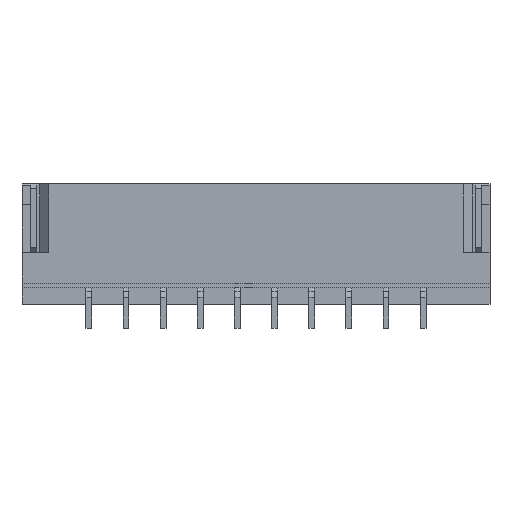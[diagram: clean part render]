
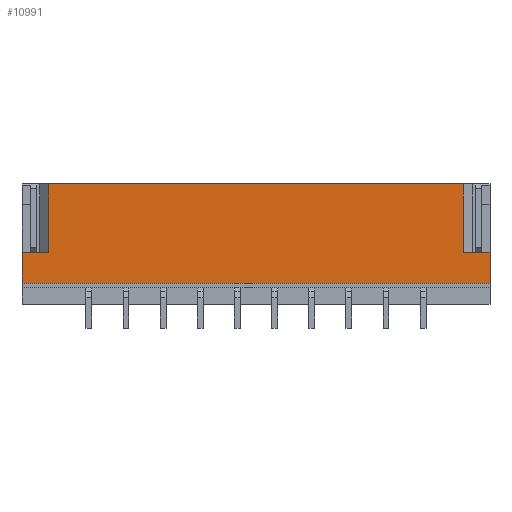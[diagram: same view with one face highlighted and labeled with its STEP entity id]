
A CAD part, front view. The second image highlights one B-rep face of the part: STEP entity #10991.
In plain terms, the highlighted planar face has unit normal (0, -1, 0).
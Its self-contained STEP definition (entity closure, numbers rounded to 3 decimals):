
#231 = FACE_OUTER_BOUND ( 'NONE', #5147, .T. ) ;
#483 = EDGE_CURVE ( 'NONE', #10098, #2334, #11880, .T. ) ;
#598 = DIRECTION ( 'NONE',  ( 0., 0., -1. ) ) ;
#737 = DIRECTION ( 'NONE',  ( -1., 0., 0. ) ) ;
#914 = ORIENTED_EDGE ( 'NONE', *, *, #10867, .T. ) ;
#1205 = VECTOR ( 'NONE', #737, 1000. ) ;
#1241 = VERTEX_POINT ( 'NONE', #10472 ) ;
#1502 = ORIENTED_EDGE ( 'NONE', *, *, #11202, .F. ) ;
#1582 = AXIS2_PLACEMENT_3D ( 'NONE', #6569, #9505, #8474 ) ;
#2150 = ORIENTED_EDGE ( 'NONE', *, *, #483, .T. ) ;
#2198 = LINE ( 'NONE', #10615, #2697 ) ;
#2334 = VERTEX_POINT ( 'NONE', #5831 ) ;
#2383 = ORIENTED_EDGE ( 'NONE', *, *, #5030, .T. ) ;
#2465 = ORIENTED_EDGE ( 'NONE', *, *, #11688, .F. ) ;
#2697 = VECTOR ( 'NONE', #10673, 1000. ) ;
#2762 = VERTEX_POINT ( 'NONE', #8567 ) ;
#3392 = CARTESIAN_POINT ( 'NONE',  ( -7.875, 0.18, -0.275 ) ) ;
#3432 = LINE ( 'NONE', #7336, #1205 ) ;
#3784 = EDGE_CURVE ( 'NONE', #8178, #6323, #2198, .T. ) ;
#4421 = LINE ( 'NONE', #6436, #10561 ) ;
#4473 = VECTOR ( 'NONE', #7716, 1000. ) ;
#5030 = EDGE_CURVE ( 'NONE', #9442, #2762, #6004, .T. ) ;
#5062 = VECTOR ( 'NONE', #598, 1000. ) ;
#5147 = EDGE_LOOP ( 'NONE', ( #2383, #11505, #914, #2150, #2465, #8970, #10391, #1502 ) ) ;
#5188 = LINE ( 'NONE', #8345, #5861 ) ;
#5362 = VECTOR ( 'NONE', #9195, 1000. ) ;
#5831 = CARTESIAN_POINT ( 'NONE',  ( -7.875, 0.18, -1.315 ) ) ;
#5854 = VECTOR ( 'NONE', #8930, 1000. ) ;
#5861 = VECTOR ( 'NONE', #11667, 1000. ) ;
#6004 = LINE ( 'NONE', #7778, #4473 ) ;
#6195 = DIRECTION ( 'NONE',  ( 0., 0., -1. ) ) ;
#6323 = VERTEX_POINT ( 'NONE', #8651 ) ;
#6408 = CARTESIAN_POINT ( 'NONE',  ( 6.975, 0.18, -0.275 ) ) ;
#6436 = CARTESIAN_POINT ( 'NONE',  ( 6.975, 0.18, -0.275 ) ) ;
#6443 = CARTESIAN_POINT ( 'NONE',  ( -7.875, 0.18, 0. ) ) ;
#6569 = CARTESIAN_POINT ( 'NONE',  ( 7.875, 0.18, 0. ) ) ;
#7336 = CARTESIAN_POINT ( 'NONE',  ( 7.875, 0.18, -1.315 ) ) ;
#7716 = DIRECTION ( 'NONE',  ( -1., 0., 0. ) ) ;
#7778 = CARTESIAN_POINT ( 'NONE',  ( 7.875, 0.18, 2.025 ) ) ;
#8102 = EDGE_CURVE ( 'NONE', #2762, #1241, #8125, .T. ) ;
#8125 = LINE ( 'NONE', #11847, #5854 ) ;
#8178 = VERTEX_POINT ( 'NONE', #6408 ) ;
#8345 = CARTESIAN_POINT ( 'NONE',  ( -7.275, 0.18, -0.275 ) ) ;
#8474 = DIRECTION ( 'NONE',  ( 0., 0., 1. ) ) ;
#8567 = CARTESIAN_POINT ( 'NONE',  ( -6.975, 0.18, 2.025 ) ) ;
#8651 = CARTESIAN_POINT ( 'NONE',  ( 7.875, 0.18, -0.275 ) ) ;
#8930 = DIRECTION ( 'NONE',  ( 0., 0., -1. ) ) ;
#8970 = ORIENTED_EDGE ( 'NONE', *, *, #9608, .F. ) ;
#9195 = DIRECTION ( 'NONE',  ( 0., 0., -1. ) ) ;
#9273 = CARTESIAN_POINT ( 'NONE',  ( 6.975, 0.18, 2.025 ) ) ;
#9442 = VERTEX_POINT ( 'NONE', #9273 ) ;
#9484 = VERTEX_POINT ( 'NONE', #11471 ) ;
#9505 = DIRECTION ( 'NONE',  ( 0., 1., 0. ) ) ;
#9608 = EDGE_CURVE ( 'NONE', #6323, #9484, #11719, .T. ) ;
#10098 = VERTEX_POINT ( 'NONE', #3392 ) ;
#10391 = ORIENTED_EDGE ( 'NONE', *, *, #3784, .F. ) ;
#10472 = CARTESIAN_POINT ( 'NONE',  ( -6.975, 0.18, -0.275 ) ) ;
#10561 = VECTOR ( 'NONE', #6195, 1000. ) ;
#10615 = CARTESIAN_POINT ( 'NONE',  ( 7.275, 0.18, -0.275 ) ) ;
#10673 = DIRECTION ( 'NONE',  ( 1., 0., 0. ) ) ;
#10677 = CARTESIAN_POINT ( 'NONE',  ( 7.875, 0.18, 0. ) ) ;
#10867 = EDGE_CURVE ( 'NONE', #1241, #10098, #5188, .T. ) ;
#10991 = ADVANCED_FACE ( 'NONE', ( #231 ), #11221, .F. ) ;
#11202 = EDGE_CURVE ( 'NONE', #9442, #8178, #4421, .T. ) ;
#11221 = PLANE ( 'NONE',  #1582 ) ;
#11471 = CARTESIAN_POINT ( 'NONE',  ( 7.875, 0.18, -1.315 ) ) ;
#11505 = ORIENTED_EDGE ( 'NONE', *, *, #8102, .T. ) ;
#11667 = DIRECTION ( 'NONE',  ( -1., 0., 0. ) ) ;
#11688 = EDGE_CURVE ( 'NONE', #9484, #2334, #3432, .T. ) ;
#11719 = LINE ( 'NONE', #10677, #5062 ) ;
#11847 = CARTESIAN_POINT ( 'NONE',  ( -6.975, 0.18, -0.275 ) ) ;
#11880 = LINE ( 'NONE', #6443, #5362 ) ;
